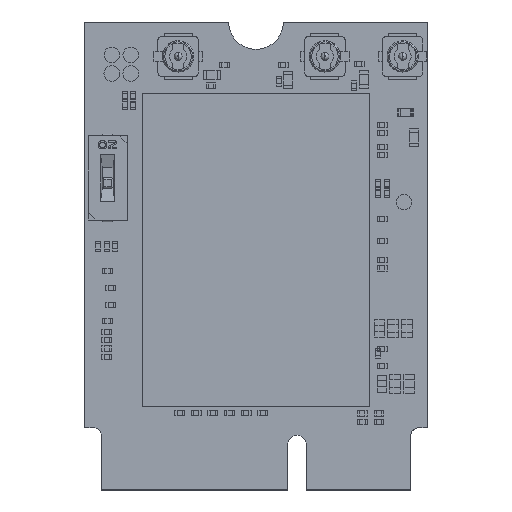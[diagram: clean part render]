
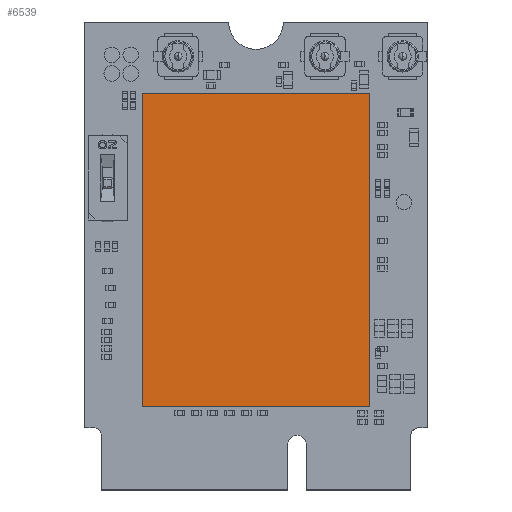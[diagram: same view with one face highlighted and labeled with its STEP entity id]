
A CAD part, top view. The second image highlights one B-rep face of the part: STEP entity #6539.
In plain terms, the highlighted face is planar.
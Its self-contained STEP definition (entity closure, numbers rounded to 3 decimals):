
#6407 = EDGE_CURVE('',#6408,#6410,#6412,.T.);
#6408 = VERTEX_POINT('',#6409);
#6409 = CARTESIAN_POINT('',(-38.56,0.,24.732));
#6410 = VERTEX_POINT('',#6411);
#6411 = CARTESIAN_POINT('',(-38.56,0.,44.832));
#6412 = LINE('',#6413,#6414);
#6413 = CARTESIAN_POINT('',(-38.56,0.,24.732));
#6414 = VECTOR('',#6415,1.);
#6415 = DIRECTION('',(0.,0.,1.));
#6447 = EDGE_CURVE('',#6410,#6448,#6450,.T.);
#6448 = VERTEX_POINT('',#6449);
#6449 = CARTESIAN_POINT('',(-23.96,0.,44.832));
#6450 = LINE('',#6451,#6452);
#6451 = CARTESIAN_POINT('',(-38.56,0.,44.832));
#6452 = VECTOR('',#6453,1.);
#6453 = DIRECTION('',(1.,0.,0.));
#6478 = EDGE_CURVE('',#6448,#6479,#6481,.T.);
#6479 = VERTEX_POINT('',#6480);
#6480 = CARTESIAN_POINT('',(-23.96,0.,24.732));
#6481 = LINE('',#6482,#6483);
#6482 = CARTESIAN_POINT('',(-23.96,0.,24.732));
#6483 = VECTOR('',#6484,1.);
#6484 = DIRECTION('',(0.,-0.,-1.));
#6509 = EDGE_CURVE('',#6479,#6408,#6510,.T.);
#6510 = LINE('',#6511,#6512);
#6511 = CARTESIAN_POINT('',(-38.56,0.,24.732));
#6512 = VECTOR('',#6513,1.);
#6513 = DIRECTION('',(-1.,-0.,-0.));
#6539 = ADVANCED_FACE('',(#6540),#6546,.F.);
#6540 = FACE_BOUND('',#6541,.T.);
#6541 = EDGE_LOOP('',(#6542,#6543,#6544,#6545));
#6542 = ORIENTED_EDGE('',*,*,#6407,.F.);
#6543 = ORIENTED_EDGE('',*,*,#6509,.F.);
#6544 = ORIENTED_EDGE('',*,*,#6478,.F.);
#6545 = ORIENTED_EDGE('',*,*,#6447,.F.);
#6546 = PLANE('',#6547);
#6547 = AXIS2_PLACEMENT_3D('',#6548,#6549,#6550);
#6548 = CARTESIAN_POINT('',(0.,0.,0.));
#6549 = DIRECTION('',(0.,1.,0.));
#6550 = DIRECTION('',(0.,-0.,1.));
